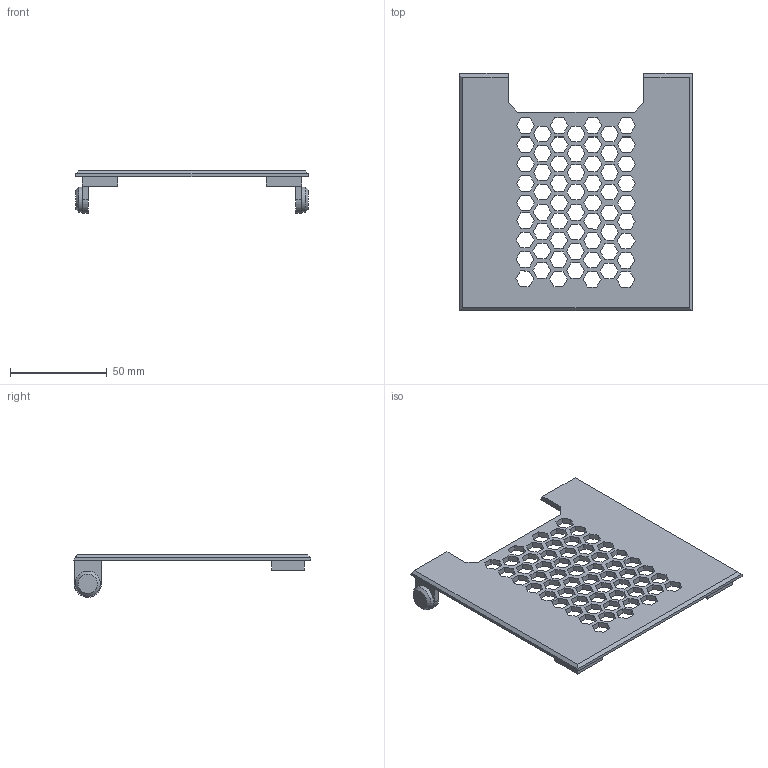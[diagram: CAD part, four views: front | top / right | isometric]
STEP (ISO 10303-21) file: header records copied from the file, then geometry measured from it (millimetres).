
FILE_DESCRIPTION(/* description */ (''),/* implementation_level */ '2;1');
FILE_NAME(/* name */ 'Atomic_U300_controllerCase_Cover.step',/* time_stamp */ '2020-07-30T21:15:01+09:00',/* author */ (''),/* organization */ (''),/* preprocessor_version */ 'ST-DEVELOPER v18.1',/* originating_system */ 'Autodesk Translation Framework v9.3.0.1241',/* authorisation */ '');
FILE_SCHEMA (('AUTOMOTIVE_DESIGN { 1 0 10303 214 3 1 1 }'));
Length unit declared in the file: millimetre
Products named in the file (1): controller case cover (1)
Bounding box: 120 x 122.37 x 22 mm (x, y, z)
Volume: 33701.9 mm3; surface area: 28429.7 mm2
Topology: 1 solids, 1 shells, 411 faces, 1205 edges, 802 vertices
Faces by surface type: plane 405, cylinder 4, cone 2
Full cylindrical faces by diameter (mm): 13 x2
Entity records: 13637 total; most frequent: CARTESIAN_POINT 2419, ORIENTED_EDGE 2410, DIRECTION 2039, EDGE_CURVE 1205, LINE 1195, VECTOR 1195, VERTEX_POINT 802, EDGE_LOOP 537
